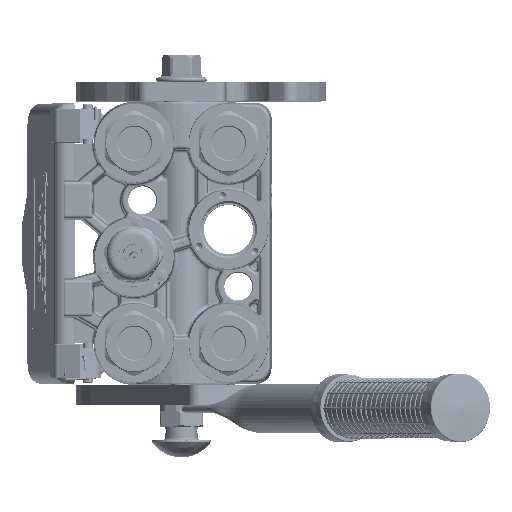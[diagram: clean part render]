
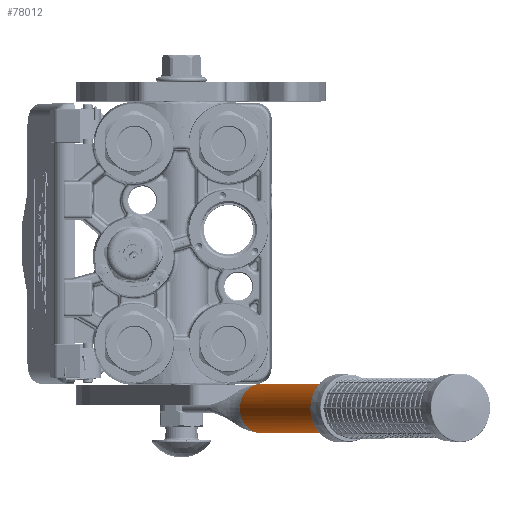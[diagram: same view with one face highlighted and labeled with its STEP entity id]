
A CAD part, top view. The second image highlights one B-rep face of the part: STEP entity #78012.
In plain terms, the highlighted cylindrical face has radius 12.5 mm (diameter 25 mm), a partial arc.
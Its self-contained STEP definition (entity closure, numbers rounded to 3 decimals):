
#672 = CARTESIAN_POINT ( 'NONE',  ( 12.484, 0.186, 0.638 ) ) ;
#4479 = ORIENTED_EDGE ( 'NONE', *, *, #133159, .F. ) ;
#5126 = EDGE_LOOP ( 'NONE', ( #42437, #222134, #255907, #101439, #198510, #232829, #4479 ) ) ;
#5840 = CARTESIAN_POINT ( 'NONE',  ( 0., 198., 0. ) ) ;
#11071 = LINE ( 'NONE', #16457, #112308 ) ;
#11789 = CARTESIAN_POINT ( 'NONE',  ( -12.5, 0.24, 0. ) ) ;
#16457 = CARTESIAN_POINT ( 'NONE',  ( -12.5, 0.24, 0. ) ) ;
#17417 = DIRECTION ( 'NONE',  ( 0., -1., 0. ) ) ;
#22848 = VERTEX_POINT ( 'NONE', #256542 ) ;
#24033 = CARTESIAN_POINT ( 'NONE',  ( -12.479, 0.172, 0.721 ) ) ;
#24216 = CARTESIAN_POINT ( 'NONE',  ( 12.426, 0., 1.36 ) ) ;
#27034 = CARTESIAN_POINT ( 'NONE',  ( 0., 0., 0. ) ) ;
#31522 = CARTESIAN_POINT ( 'NONE',  ( 0., 0., 12.5 ) ) ;
#35507 = VERTEX_POINT ( 'NONE', #122839 ) ;
#35838 = CARTESIAN_POINT ( 'NONE',  ( 12.5, 0.24, 0. ) ) ;
#36797 = VERTEX_POINT ( 'NONE', #31522 ) ;
#42437 = ORIENTED_EDGE ( 'NONE', *, *, #214097, .T. ) ;
#43216 = CARTESIAN_POINT ( 'NONE',  ( 12.456, 0.096, 1.087 ) ) ;
#45065 = CARTESIAN_POINT ( 'NONE',  ( 12.5, 0.24, 0.108 ) ) ;
#49303 = DIRECTION ( 'NONE',  ( -1., 0., 0. ) ) ;
#51183 = DIRECTION ( 'NONE',  ( 0., 1., 0. ) ) ;
#55736 = CARTESIAN_POINT ( 'NONE',  ( 12.426, 0., 1.36 ) ) ;
#58581 = DIRECTION ( 'NONE',  ( 0., 1., 0. ) ) ;
#63700 = CARTESIAN_POINT ( 'NONE',  ( 0., 0., 0. ) ) ;
#63881 = CARTESIAN_POINT ( 'NONE',  ( -12.461, 0.114, 0.981 ) ) ;
#64072 = CARTESIAN_POINT ( 'NONE',  ( 12.499, 0.235, 0.221 ) ) ;
#64780 = CARTESIAN_POINT ( 'NONE',  ( -12.478, 0.167, 0.748 ) ) ;
#65703 = CARTESIAN_POINT ( 'NONE',  ( -12.474, 0.155, 0.804 ) ) ;
#67549 = CARTESIAN_POINT ( 'NONE',  ( -12.5, 0.24, 0. ) ) ;
#73375 = DIRECTION ( 'NONE',  ( -0.994, 0., 0.109 ) ) ;
#74034 = DIRECTION ( 'NONE',  ( -0.994, 0., 0.109 ) ) ;
#78012 = ADVANCED_FACE ( 'NONE', ( #151979 ), #178733, .T. ) ;
#85470 = AXIS2_PLACEMENT_3D ( 'NONE', #63700, #17417, #189834 ) ;
#85513 = CARTESIAN_POINT ( 'NONE',  ( -12.471, 0.146, 0.847 ) ) ;
#91522 = EDGE_CURVE ( 'NONE', #165936, #35507, #11071, .T. ) ;
#98403 = VERTEX_POINT ( 'NONE', #264259 ) ;
#99326 = DIRECTION ( 'NONE',  ( 0., 1., 0. ) ) ;
#101439 = ORIENTED_EDGE ( 'NONE', *, *, #261945, .F. ) ;
#104173 = DIRECTION ( 'NONE',  ( 0., 1., 0. ) ) ;
#108662 = CIRCLE ( 'NONE', #258362, 12.5 ) ;
#109184 = CARTESIAN_POINT ( 'NONE',  ( 12.488, 0.202, 0.541 ) ) ;
#109936 = CARTESIAN_POINT ( 'NONE',  ( -12.441, 0.049, 1.219 ) ) ;
#110127 = CARTESIAN_POINT ( 'NONE',  ( 12.5, 0.24, 0. ) ) ;
#112308 = VECTOR ( 'NONE', #104173, 1000. ) ;
#122839 = CARTESIAN_POINT ( 'NONE',  ( -12.5, 198., 0. ) ) ;
#131665 = CARTESIAN_POINT ( 'NONE',  ( 12.481, 0.178, 0.688 ) ) ;
#133159 = EDGE_CURVE ( 'NONE', #22848, #161438, #219797, .T. ) ;
#136320 = DIRECTION ( 'NONE',  ( 0., 1., 0. ) ) ;
#151293 = CARTESIAN_POINT ( 'NONE',  ( -12.467, 0.131, 0.91 ) ) ;
#151979 = FACE_OUTER_BOUND ( 'NONE', #5126, .T. ) ;
#153125 = CARTESIAN_POINT ( 'NONE',  ( -12.464, 0.121, 0.953 ) ) ;
#161432 = CARTESIAN_POINT ( 'NONE',  ( 0., 0., 0. ) ) ;
#161438 = VERTEX_POINT ( 'NONE', #55736 ) ;
#165936 = VERTEX_POINT ( 'NONE', #11789 ) ;
#170442 = LINE ( 'NONE', #35838, #173917 ) ;
#171110 = CARTESIAN_POINT ( 'NONE',  ( -12.468, 0.136, 0.889 ) ) ;
#172052 = CARTESIAN_POINT ( 'NONE',  ( -12.5, 0.24, 0.216 ) ) ;
#173917 = VECTOR ( 'NONE', #58581, 1000. ) ;
#174975 = CARTESIAN_POINT ( 'NONE',  ( 12.481, 0.178, 0.683 ) ) ;
#177673 = CIRCLE ( 'NONE', #195155, 12.5 ) ;
#178733 = CYLINDRICAL_SURFACE ( 'NONE', #85470, 12.5 ) ;
#188141 = AXIS2_PLACEMENT_3D ( 'NONE', #5840, #51183, #49303 ) ;
#189834 = DIRECTION ( 'NONE',  ( 1., 0., 0. ) ) ;
#192793 = CARTESIAN_POINT ( 'NONE',  ( -12.426, 0., 1.36 ) ) ;
#192992 = CARTESIAN_POINT ( 'NONE',  ( 12.494, 0.22, 0.394 ) ) ;
#195155 = AXIS2_PLACEMENT_3D ( 'NONE', #27034, #136320, #73375 ) ;
#198510 = ORIENTED_EDGE ( 'NONE', *, *, #249726, .T. ) ;
#205552 = CIRCLE ( 'NONE', #188141, 12.5 ) ;
#210408 = CARTESIAN_POINT ( 'NONE',  ( -12.426, 0., 1.36 ) ) ;
#213716 = CARTESIAN_POINT ( 'NONE',  ( 12.486, 0.195, 0.586 ) ) ;
#214097 = EDGE_CURVE ( 'NONE', #22848, #98403, #170442, .T. ) ;
#214464 = CARTESIAN_POINT ( 'NONE',  ( -12.466, 0.13, 0.917 ) ) ;
#219797 = B_SPLINE_CURVE_WITH_KNOTS ( 'NONE', 3,
 ( #110127, #45065, #64072, #192992, #238179, #109184, #213716, #672, #259893, #258052, #174975, #131665, #236328, #43216, #24216 ),
 .UNSPECIFIED., .F., .F.,
 ( 4, 2, 2, 1, 1, 1, 2, 2, 4 ),
 ( 0., 0.25, 0.375, 0.437, 0.469, 0.484, 0.492, 0.5, 1. ),
 .UNSPECIFIED. ) ;
#222134 = ORIENTED_EDGE ( 'NONE', *, *, #262469, .F. ) ;
#232829 = ORIENTED_EDGE ( 'NONE', *, *, #249980, .T. ) ;
#236328 = CARTESIAN_POINT ( 'NONE',  ( 12.472, 0.146, 0.859 ) ) ;
#237989 = CARTESIAN_POINT ( 'NONE',  ( -12.452, 0.083, 1.1 ) ) ;
#238179 = CARTESIAN_POINT ( 'NONE',  ( 12.492, 0.214, 0.452 ) ) ;
#249726 = EDGE_CURVE ( 'NONE', #260461, #36797, #108662, .T. ) ;
#249980 = EDGE_CURVE ( 'NONE', #36797, #161438, #177673, .T. ) ;
#255907 = ORIENTED_EDGE ( 'NONE', *, *, #91522, .F. ) ;
#256016 = B_SPLINE_CURVE_WITH_KNOTS ( 'NONE', 3,
 ( #192793, #109936, #237989, #63881, #153125, #257858, #214464, #151293, #171110, #85513, #65703, #64780, #24033, #256928, #172052, #67549 ),
 .UNSPECIFIED., .F., .F.,
 ( 4, 2, 1, 2, 2, 1, 2, 2, 4 ),
 ( 0., 0.25, 0.312, 0.328, 0.344, 0.375, 0.437, 0.5, 1. ),
 .UNSPECIFIED. ) ;
#256542 = CARTESIAN_POINT ( 'NONE',  ( 12.5, 0.24, 0. ) ) ;
#256928 = CARTESIAN_POINT ( 'NONE',  ( -12.494, 0.221, 0.449 ) ) ;
#257858 = CARTESIAN_POINT ( 'NONE',  ( -12.466, 0.127, 0.927 ) ) ;
#258052 = CARTESIAN_POINT ( 'NONE',  ( 12.482, 0.18, 0.676 ) ) ;
#258362 = AXIS2_PLACEMENT_3D ( 'NONE', #161432, #99326, #74034 ) ;
#259893 = CARTESIAN_POINT ( 'NONE',  ( 12.482, 0.182, 0.665 ) ) ;
#260461 = VERTEX_POINT ( 'NONE', #210408 ) ;
#261945 = EDGE_CURVE ( 'NONE', #260461, #165936, #256016, .T. ) ;
#262469 = EDGE_CURVE ( 'NONE', #35507, #98403, #205552, .T. ) ;
#264259 = CARTESIAN_POINT ( 'NONE',  ( 12.5, 198., 0. ) ) ;
